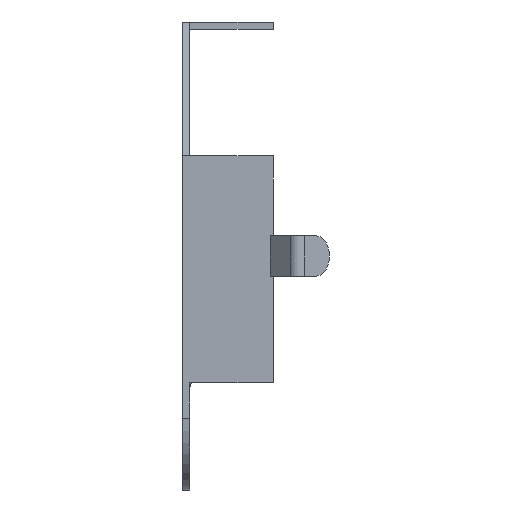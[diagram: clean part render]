
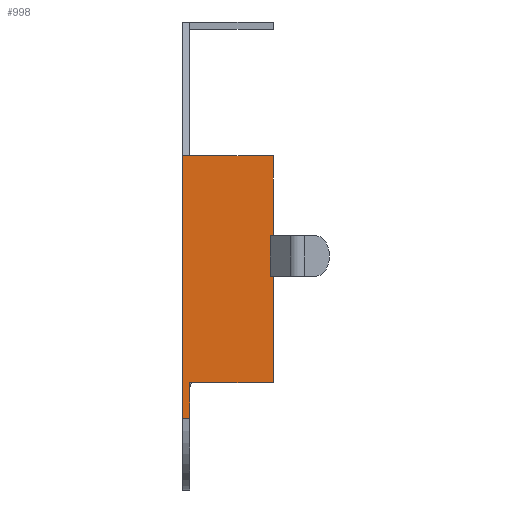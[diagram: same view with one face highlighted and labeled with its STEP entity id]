
A CAD part, left-side view. The second image highlights one B-rep face of the part: STEP entity #998.
In plain terms, the highlighted planar face has unit normal (-1, 0, 0).
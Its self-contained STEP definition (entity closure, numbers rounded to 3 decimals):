
#5 = DIRECTION ( 'NONE',  ( 0., 1., 0. ) ) ;
#11 = ORIENTED_EDGE ( 'NONE', *, *, #1260, .T. ) ;
#73 = VERTEX_POINT ( 'NONE', #1575 ) ;
#96 = VECTOR ( 'NONE', #417, 1000. ) ;
#97 = EDGE_CURVE ( 'NONE', #1215, #1823, #1102, .T. ) ;
#137 = EDGE_CURVE ( 'NONE', #73, #2093, #1028, .T. ) ;
#160 = LINE ( 'NONE', #1302, #1950 ) ;
#180 = VERTEX_POINT ( 'NONE', #522 ) ;
#188 = LINE ( 'NONE', #675, #1976 ) ;
#212 = LINE ( 'NONE', #1678, #285 ) ;
#221 = DIRECTION ( 'NONE',  ( 0., 0., 1. ) ) ;
#281 = LINE ( 'NONE', #1718, #1432 ) ;
#285 = VECTOR ( 'NONE', #2021, 1000. ) ;
#292 = CARTESIAN_POINT ( 'NONE',  ( 0., -3.8, 11. ) ) ;
#417 = DIRECTION ( 'NONE',  ( 0., 1., 0. ) ) ;
#441 = CARTESIAN_POINT ( 'NONE',  ( 0., -3.8, 0. ) ) ;
#453 = LINE ( 'NONE', #1983, #1329 ) ;
#475 = ORIENTED_EDGE ( 'NONE', *, *, #496, .F. ) ;
#491 = ORIENTED_EDGE ( 'NONE', *, *, #908, .T. ) ;
#496 = EDGE_CURVE ( 'NONE', #1183, #1454, #281, .T. ) ;
#522 = CARTESIAN_POINT ( 'NONE',  ( 0., -3.8, 1.5 ) ) ;
#524 = CARTESIAN_POINT ( 'NONE',  ( 0., -3.8, 11. ) ) ;
#560 = LINE ( 'NONE', #524, #1902 ) ;
#597 = DIRECTION ( 'NONE',  ( -1., 0., 0. ) ) ;
#632 = VECTOR ( 'NONE', #2100, 1000. ) ;
#675 = CARTESIAN_POINT ( 'NONE',  ( 0., 0., 0. ) ) ;
#785 = DIRECTION ( 'NONE',  ( 0., 1., 0. ) ) ;
#792 = CARTESIAN_POINT ( 'NONE',  ( 0., -3.8, 11. ) ) ;
#804 = VECTOR ( 'NONE', #811, 1000. ) ;
#811 = DIRECTION ( 'NONE',  ( 0., 0., 1. ) ) ;
#856 = CARTESIAN_POINT ( 'NONE',  ( 0., 0., 11. ) ) ;
#895 = EDGE_CURVE ( 'NONE', #1183, #180, #160, .T. ) ;
#908 = EDGE_CURVE ( 'NONE', #1460, #1189, #1462, .T. ) ;
#917 = ORIENTED_EDGE ( 'NONE', *, *, #963, .F. ) ;
#950 = CARTESIAN_POINT ( 'NONE',  ( 0., -3.8, 0. ) ) ;
#963 = EDGE_CURVE ( 'NONE', #1454, #1752, #1082, .T. ) ;
#969 = CARTESIAN_POINT ( 'NONE',  ( 0., -3.676, 5.95 ) ) ;
#998 = ADVANCED_FACE ( 'NONE', ( #1248 ), #2144, .T. ) ;
#1018 = AXIS2_PLACEMENT_3D ( 'NONE', #950, #597, #1822 ) ;
#1028 = LINE ( 'NONE', #1223, #1353 ) ;
#1057 = ORIENTED_EDGE ( 'NONE', *, *, #1073, .T. ) ;
#1059 = CARTESIAN_POINT ( 'NONE',  ( 0., -3.8, 7.65 ) ) ;
#1073 = EDGE_CURVE ( 'NONE', #2093, #1823, #1270, .T. ) ;
#1082 = LINE ( 'NONE', #441, #2239 ) ;
#1097 = CARTESIAN_POINT ( 'NONE',  ( 0., 0., 0. ) ) ;
#1102 = LINE ( 'NONE', #1059, #632 ) ;
#1115 = ORIENTED_EDGE ( 'NONE', *, *, #137, .T. ) ;
#1149 = EDGE_CURVE ( 'NONE', #180, #73, #212, .T. ) ;
#1183 = VERTEX_POINT ( 'NONE', #1384 ) ;
#1189 = VERTEX_POINT ( 'NONE', #856 ) ;
#1215 = VERTEX_POINT ( 'NONE', #2230 ) ;
#1223 = CARTESIAN_POINT ( 'NONE',  ( 0., -3.8, 5.95 ) ) ;
#1226 = ORIENTED_EDGE ( 'NONE', *, *, #1149, .T. ) ;
#1248 = FACE_OUTER_BOUND ( 'NONE', #1292, .T. ) ;
#1260 = EDGE_CURVE ( 'NONE', #1215, #1387, #453, .T. ) ;
#1270 = LINE ( 'NONE', #1850, #804 ) ;
#1292 = EDGE_LOOP ( 'NONE', ( #1226, #1115, #1057, #1632, #11, #1777, #491, #1598, #917, #475, #1711 ) ) ;
#1302 = CARTESIAN_POINT ( 'NONE',  ( 0., 28.872, 1.5 ) ) ;
#1309 = DIRECTION ( 'NONE',  ( 0., -1., 0. ) ) ;
#1329 = VECTOR ( 'NONE', #221, 1000. ) ;
#1353 = VECTOR ( 'NONE', #5, 1000. ) ;
#1360 = DIRECTION ( 'NONE',  ( 0., 0., 1. ) ) ;
#1384 = CARTESIAN_POINT ( 'NONE',  ( 0., -0.3, 1.5 ) ) ;
#1387 = VERTEX_POINT ( 'NONE', #292 ) ;
#1432 = VECTOR ( 'NONE', #2232, 1000. ) ;
#1454 = VERTEX_POINT ( 'NONE', #1662 ) ;
#1460 = VERTEX_POINT ( 'NONE', #1501 ) ;
#1462 = LINE ( 'NONE', #792, #96 ) ;
#1492 = EDGE_CURVE ( 'NONE', #1752, #1189, #188, .T. ) ;
#1501 = CARTESIAN_POINT ( 'NONE',  ( 0., -0.3, 11. ) ) ;
#1575 = CARTESIAN_POINT ( 'NONE',  ( 0., -3.8, 5.95 ) ) ;
#1598 = ORIENTED_EDGE ( 'NONE', *, *, #1492, .F. ) ;
#1613 = CARTESIAN_POINT ( 'NONE',  ( 0., -3.676, 7.65 ) ) ;
#1632 = ORIENTED_EDGE ( 'NONE', *, *, #97, .F. ) ;
#1662 = CARTESIAN_POINT ( 'NONE',  ( 0., -0.3, 0. ) ) ;
#1678 = CARTESIAN_POINT ( 'NONE',  ( 0., -3.8, 0. ) ) ;
#1707 = EDGE_CURVE ( 'NONE', #1387, #1460, #560, .T. ) ;
#1711 = ORIENTED_EDGE ( 'NONE', *, *, #895, .T. ) ;
#1718 = CARTESIAN_POINT ( 'NONE',  ( 0., -0.3, 0. ) ) ;
#1748 = DIRECTION ( 'NONE',  ( 0., 1., 0. ) ) ;
#1752 = VERTEX_POINT ( 'NONE', #1097 ) ;
#1777 = ORIENTED_EDGE ( 'NONE', *, *, #1707, .T. ) ;
#1822 = DIRECTION ( 'NONE',  ( 0., 0., 1. ) ) ;
#1823 = VERTEX_POINT ( 'NONE', #1613 ) ;
#1850 = CARTESIAN_POINT ( 'NONE',  ( 0., -3.676, 5.95 ) ) ;
#1902 = VECTOR ( 'NONE', #1748, 1000. ) ;
#1950 = VECTOR ( 'NONE', #1309, 1000. ) ;
#1976 = VECTOR ( 'NONE', #1360, 1000. ) ;
#1983 = CARTESIAN_POINT ( 'NONE',  ( 0., -3.8, 0. ) ) ;
#2021 = DIRECTION ( 'NONE',  ( 0., 0., 1. ) ) ;
#2093 = VERTEX_POINT ( 'NONE', #969 ) ;
#2100 = DIRECTION ( 'NONE',  ( 0., 1., 0. ) ) ;
#2144 = PLANE ( 'NONE',  #1018 ) ;
#2230 = CARTESIAN_POINT ( 'NONE',  ( 0., -3.8, 7.65 ) ) ;
#2232 = DIRECTION ( 'NONE',  ( 0., 0., -1. ) ) ;
#2239 = VECTOR ( 'NONE', #785, 1000. ) ;
